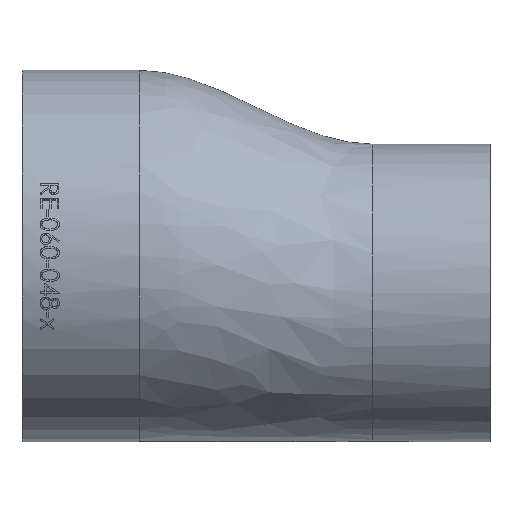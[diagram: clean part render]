
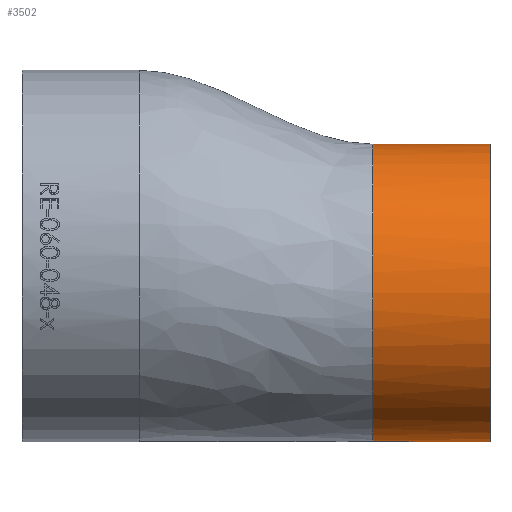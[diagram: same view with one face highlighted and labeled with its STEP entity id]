
A CAD part, top view. The second image highlights one B-rep face of the part: STEP entity #3502.
In plain terms, the highlighted cylindrical face has radius 24.15 mm (diameter 48.3 mm), a full revolution.
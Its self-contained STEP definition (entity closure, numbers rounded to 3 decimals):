
#34 = CARTESIAN_POINT ( 'NONE',  ( 57., 18.096, -1.987 ) ) ;
#110 = ORIENTED_EDGE ( 'NONE', *, *, #739, .F. ) ;
#739 = EDGE_CURVE ( 'NONE', #15539, #15539, #9392, .T. ) ;
#971 = ORIENTED_EDGE ( 'NONE', *, *, #16144, .T. ) ;
#2251 = CYLINDRICAL_SURFACE ( 'NONE', #7454, 24.15 ) ;
#2285 = CARTESIAN_POINT ( 'NONE',  ( 57., 18.15, 0. ) ) ;
#2523 = EDGE_LOOP ( 'NONE', ( #971 ) ) ;
#3502 = ADVANCED_FACE ( 'NONE', ( #11416, #4699 ), #2251, .T. ) ;
#3759 = CARTESIAN_POINT ( 'NONE',  ( 76., -6., 24.15 ) ) ;
#3834 = CARTESIAN_POINT ( 'NONE',  ( 57., 18.15, 0.666 ) ) ;
#4097 = CARTESIAN_POINT ( 'NONE',  ( 57., 14.287, -16.792 ) ) ;
#4699 = FACE_OUTER_BOUND ( 'NONE', #6539, .T. ) ;
#5073 = VERTEX_POINT ( 'NONE', #3759 ) ;
#5330 = CARTESIAN_POINT ( 'NONE',  ( 57., 18.096, 1.987 ) ) ;
#5417 = CARTESIAN_POINT ( 'NONE',  ( 57., -19.329, 24.15 ) ) ;
#5505 = CARTESIAN_POINT ( 'NONE',  ( 57., 4.663, 24.15 ) ) ;
#6465 = CARTESIAN_POINT ( 'NONE',  ( 57., -30.15, -13.329 ) ) ;
#6539 = EDGE_LOOP ( 'NONE', ( #110 ) ) ;
#7454 = AXIS2_PLACEMENT_3D ( 'NONE', #14041, #8623, #14291 ) ;
#7860 = CIRCLE ( 'NONE', #10372, 24.15 ) ;
#7958 = CARTESIAN_POINT ( 'NONE',  ( 57., 14.287, 16.792 ) ) ;
#8038 = CARTESIAN_POINT ( 'NONE',  ( 57., 17.472, 5.81 ) ) ;
#8101 = DIRECTION ( 'NONE',  ( -1., 0., 0. ) ) ;
#8623 = DIRECTION ( 'NONE',  ( -1., 0., 0. ) ) ;
#9265 = CARTESIAN_POINT ( 'NONE',  ( 57., -19.329, -24.15 ) ) ;
#9392 = B_SPLINE_CURVE_WITH_KNOTS ( 'NONE', 3,
 ( #17087, #11879, #34, #16040, #12047, #4097, #11958, #9265, #6465, #14671, #5417, #5505, #7958, #8038, #13355, #5330, #3834, #14578 ),
 .UNSPECIFIED., .T., .F.,
 ( 4, 1, 1, 1, 1, 2, 2, 2, 1, 1, 1, 1, 4 ),
 ( 0., 0.012, 0.025, 0.038, 0.05, 0.25, 0.5, 0.75, 0.95, 0.963, 0.975, 0.988, 1. ),
 .UNSPECIFIED. ) ;
#10372 = AXIS2_PLACEMENT_3D ( 'NONE', #14732, #8101, #13417 ) ;
#11416 = FACE_OUTER_BOUND ( 'NONE', #2523, .T. ) ;
#11879 = CARTESIAN_POINT ( 'NONE',  ( 57., 18.15, -0.666 ) ) ;
#11958 = CARTESIAN_POINT ( 'NONE',  ( 57., 4.663, -24.15 ) ) ;
#12047 = CARTESIAN_POINT ( 'NONE',  ( 57., 17.472, -5.81 ) ) ;
#13355 = CARTESIAN_POINT ( 'NONE',  ( 57., 17.859, 3.923 ) ) ;
#13417 = DIRECTION ( 'NONE',  ( 0., 0., 1. ) ) ;
#14041 = CARTESIAN_POINT ( 'NONE',  ( 50.827, -6., 0. ) ) ;
#14291 = DIRECTION ( 'NONE',  ( 0., 0., 1. ) ) ;
#14578 = CARTESIAN_POINT ( 'NONE',  ( 57., 18.15, 0. ) ) ;
#14671 = CARTESIAN_POINT ( 'NONE',  ( 57., -30.15, 13.329 ) ) ;
#14732 = CARTESIAN_POINT ( 'NONE',  ( 76., -6., 0. ) ) ;
#15539 = VERTEX_POINT ( 'NONE', #2285 ) ;
#16040 = CARTESIAN_POINT ( 'NONE',  ( 57., 17.859, -3.923 ) ) ;
#16144 = EDGE_CURVE ( 'NONE', #5073, #5073, #7860, .T. ) ;
#17087 = CARTESIAN_POINT ( 'NONE',  ( 57., 18.15, 0. ) ) ;
